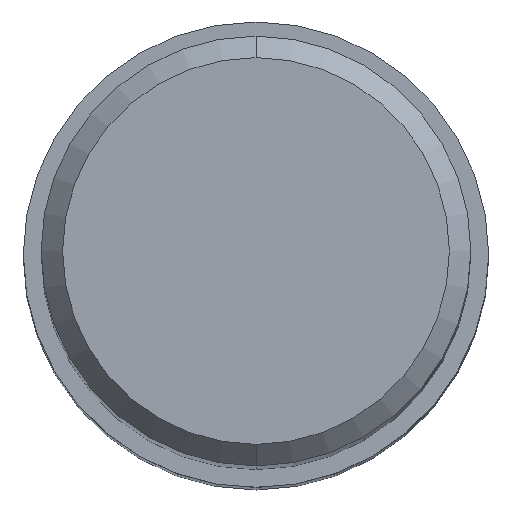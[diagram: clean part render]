
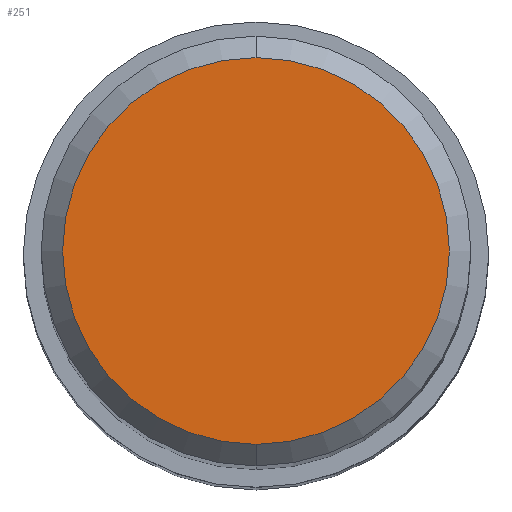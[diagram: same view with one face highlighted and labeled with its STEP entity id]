
A CAD part, top view. The second image highlights one B-rep face of the part: STEP entity #251.
In plain terms, the highlighted planar face has unit normal (0, 0, 1).
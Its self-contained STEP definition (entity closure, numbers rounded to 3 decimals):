
#177=EDGE_CURVE('',#295,#347,#444,.T.);
#251=ADVANCED_FACE('',(#522),#523,.T.);
#265=EDGE_CURVE('',#347,#295,#540,.T.);
#295=VERTEX_POINT('',#576);
#347=VERTEX_POINT('',#633);
#444=CIRCLE('',#743,5.4);
#522=FACE_OUTER_BOUND('',#993,.T.);
#523=PLANE('',#994);
#540=CIRCLE('',#1014,5.4);
#576=CARTESIAN_POINT('',(0.0,5.4,0.0));
#633=CARTESIAN_POINT('',(0.,-5.4,0.0));
#743=AXIS2_PLACEMENT_3D('',#1364,#1365,#1366);
#993=EDGE_LOOP('',(#1421,#1422));
#994=AXIS2_PLACEMENT_3D('',#1423,#1424,#1425);
#1014=AXIS2_PLACEMENT_3D('',#1455,#1456,#1457);
#1364=CARTESIAN_POINT('',(0.0,0.0,0.0));
#1365=DIRECTION('',(0.0,0.0,-1.0));
#1366=DIRECTION('',(0.0,1.0,0.0));
#1421=ORIENTED_EDGE('',*,*,#177,.F.);
#1422=ORIENTED_EDGE('',*,*,#265,.F.);
#1423=CARTESIAN_POINT('',(0.0,2.7,0.0));
#1424=DIRECTION('',(-0.0,0.0,1.0));
#1425=DIRECTION('',(0.0,-1.0,0.0));
#1455=CARTESIAN_POINT('',(0.0,0.0,0.0));
#1456=DIRECTION('',(0.0,0.0,-1.0));
#1457=DIRECTION('',(0.0,1.0,0.0));
